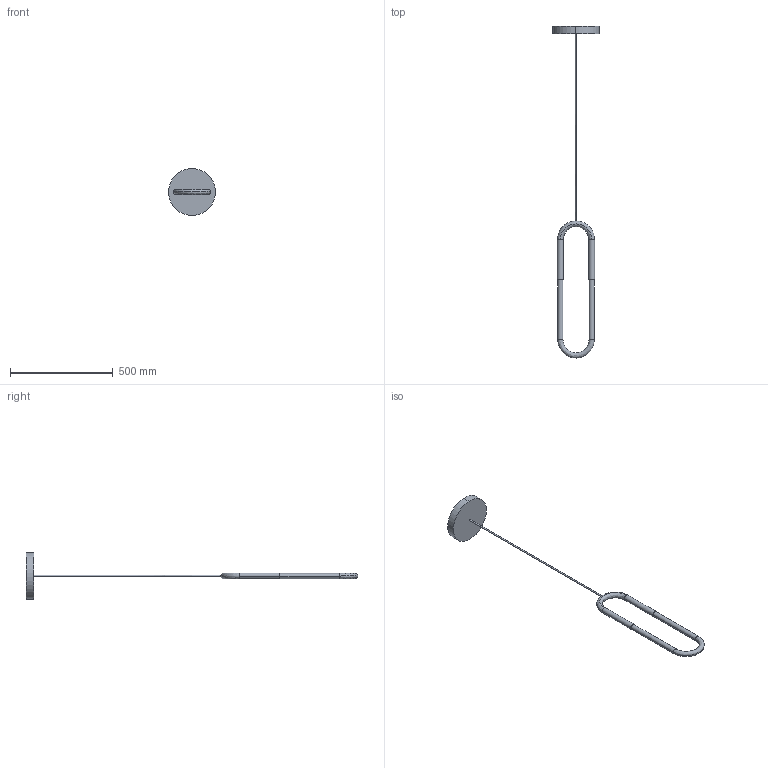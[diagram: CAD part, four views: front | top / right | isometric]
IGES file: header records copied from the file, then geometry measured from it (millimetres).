
Start section: SolidWorks IGES file using analytic representation for surfaces
Global section: file name: RUDIP3 - Rudi Loop 03.IGS; native system: SolidWorks 2015; preprocessor: SolidWorks 2015; author: Design; date: 190326.184254; units: millimetre
Bounding box: 228.43 x 1618.13 x 228.43 mm (x, y, z)
Volume: 2415634.4 mm3; surface area: 250354.3 mm2
Topology: 1 solids, 1 shells, 20 faces, 44 edges, 28 vertices
Faces by surface type: revolution 14, plane 4, bspline 2
